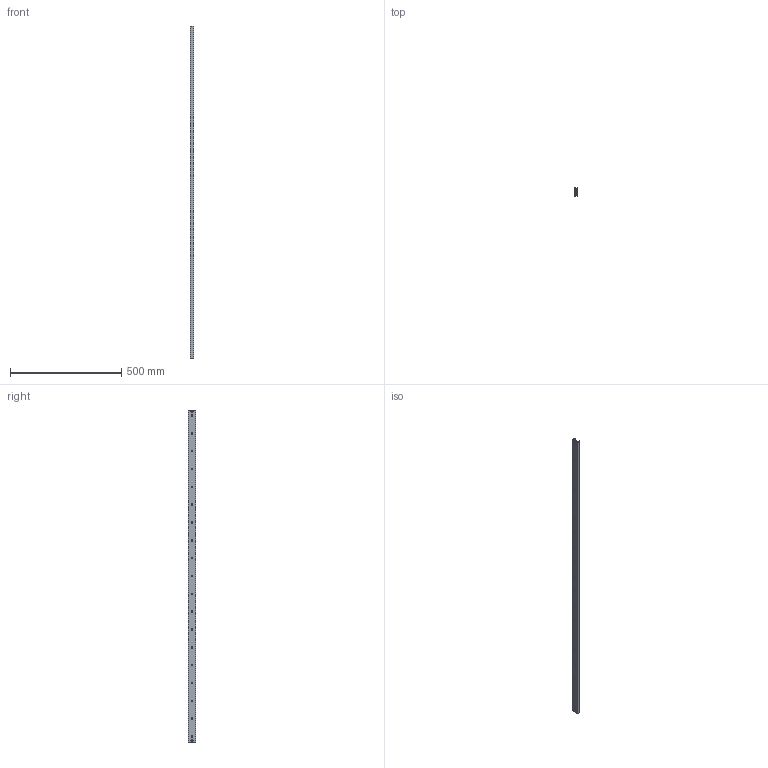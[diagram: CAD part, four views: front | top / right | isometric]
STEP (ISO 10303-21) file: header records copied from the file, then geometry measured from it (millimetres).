
FILE_DESCRIPTION((''),'2;1');
FILE_NAME('LCE 35-1490-0450.stp','2011-02-28T15:36:27',('MKoza'),(''),'Autodesk Inventor 2009','Autodesk Inventor 2009','');
FILE_SCHEMA(('AUTOMOTIVE_DESIGN { 1 0 10303 214 1 1 1 1 }'));
Length unit declared in the file: millimetre
Products named in the file (5): LCE 35; LLO 35; KF.LCE 35; + SC M10x0,75x3,2
Assembly tree (5 placements, depth 2):
  LCE 35
    LCE 35
    LLO 35
    KF.LCE 35
    + SC M10x0,75x3,2  x2
Bounding box: 17 x 35 x 1490 mm (x, y, z)
Volume: 432458.1 mm3; surface area: 296251.5 mm2
Topology: 5 solids, 5 shells, 178 faces, 481 edges, 315 vertices
Faces by surface type: plane 67, bspline 64, cylinder 39, torus 6, cone 2
Full cylindrical faces by diameter (mm): 10 x2, 12 x2
Entity records: 6037 total; most frequent: CARTESIAN_POINT 1983, DIRECTION 768, ORIENTED_EDGE 748, EDGE_CURVE 374, EDGE_LOOP 312, AXIS2_PLACEMENT_3D 291, VERTEX_POINT 286, VECTOR 186
